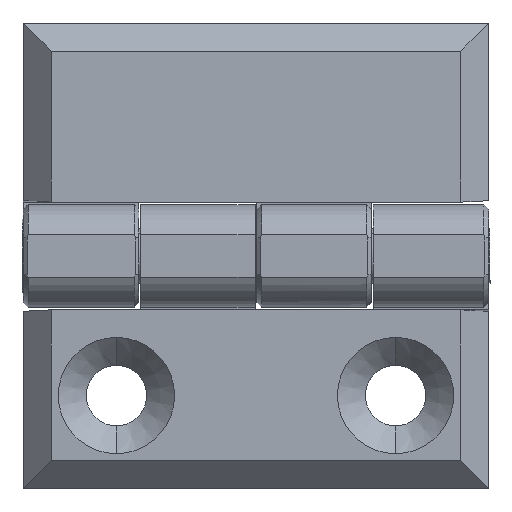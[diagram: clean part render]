
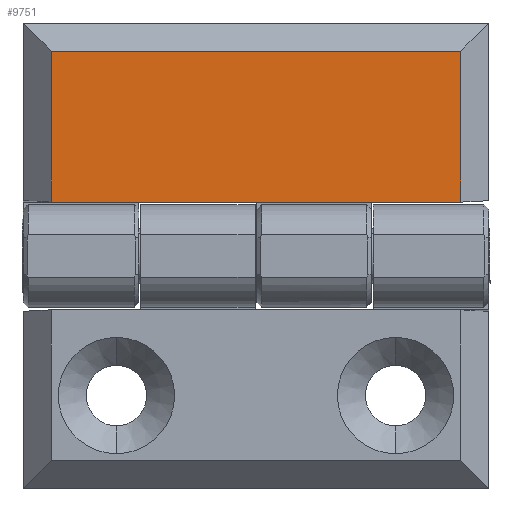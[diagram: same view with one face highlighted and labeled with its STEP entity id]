
A CAD part, top view. The second image highlights one B-rep face of the part: STEP entity #9751.
In plain terms, the highlighted planar face has unit normal (0, 0, 1).
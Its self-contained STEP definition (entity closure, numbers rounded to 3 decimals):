
#26 = CARTESIAN_POINT ( 'NONE',  ( 6.059, 9.602, 50.468 ) ) ;
#32 = VECTOR ( 'NONE', #16385, 1000. ) ;
#139 = VERTEX_POINT ( 'NONE', #16242 ) ;
#792 = VERTEX_POINT ( 'NONE', #7255 ) ;
#980 = EDGE_LOOP ( 'NONE', ( #12709, #8603, #3742, #3395 ) ) ;
#1736 = EDGE_CURVE ( 'NONE', #139, #2184, #3575, .T. ) ;
#2184 = VERTEX_POINT ( 'NONE', #16900 ) ;
#2400 = PLANE ( 'NONE',  #10527 ) ;
#3151 = EDGE_CURVE ( 'NONE', #10439, #792, #12224, .T. ) ;
#3363 = DIRECTION ( 'NONE',  ( 1., 0., 0. ) ) ;
#3395 = ORIENTED_EDGE ( 'NONE', *, *, #1736, .T. ) ;
#3575 = LINE ( 'NONE', #26, #32 ) ;
#3742 = ORIENTED_EDGE ( 'NONE', *, *, #17266, .T. ) ;
#3829 = FACE_OUTER_BOUND ( 'NONE', #980, .T. ) ;
#4792 = EDGE_CURVE ( 'NONE', #2184, #10439, #13125, .T. ) ;
#5112 = VECTOR ( 'NONE', #3363, 1000. ) ;
#5603 = DIRECTION ( 'NONE',  ( 0., 1., 0. ) ) ;
#6398 = DIRECTION ( 'NONE',  ( 0., -1., 0. ) ) ;
#7255 = CARTESIAN_POINT ( 'NONE',  ( 5.559, -6.626, 50.468 ) ) ;
#7708 = CARTESIAN_POINT ( 'NONE',  ( 6.059, -8.012, 50.468 ) ) ;
#8499 = CARTESIAN_POINT ( 'NONE',  ( 5.559, -8.012, 50.468 ) ) ;
#8603 = ORIENTED_EDGE ( 'NONE', *, *, #3151, .T. ) ;
#9673 = LINE ( 'NONE', #8499, #15131 ) ;
#9751 = ADVANCED_FACE ( 'NONE', ( #3829 ), #2400, .T. ) ;
#10439 = VERTEX_POINT ( 'NONE', #13425 ) ;
#10527 = AXIS2_PLACEMENT_3D ( 'NONE', #7708, #11603, #12941 ) ;
#11329 = VECTOR ( 'NONE', #6398, 1000. ) ;
#11603 = DIRECTION ( 'NONE',  ( 0., 0., 1. ) ) ;
#12224 = LINE ( 'NONE', #13653, #5112 ) ;
#12709 = ORIENTED_EDGE ( 'NONE', *, *, #4792, .T. ) ;
#12941 = DIRECTION ( 'NONE',  ( -1., 0., 0. ) ) ;
#13125 = LINE ( 'NONE', #15859, #11329 ) ;
#13425 = CARTESIAN_POINT ( 'NONE',  ( -38.441, -6.626, 50.468 ) ) ;
#13653 = CARTESIAN_POINT ( 'NONE',  ( 6.059, -6.626, 50.468 ) ) ;
#15131 = VECTOR ( 'NONE', #5603, 1000. ) ;
#15859 = CARTESIAN_POINT ( 'NONE',  ( -38.441, -8.012, 50.468 ) ) ;
#16242 = CARTESIAN_POINT ( 'NONE',  ( 5.559, 9.602, 50.468 ) ) ;
#16385 = DIRECTION ( 'NONE',  ( -1., 0., 0. ) ) ;
#16900 = CARTESIAN_POINT ( 'NONE',  ( -38.441, 9.602, 50.468 ) ) ;
#17266 = EDGE_CURVE ( 'NONE', #792, #139, #9673, .T. ) ;
